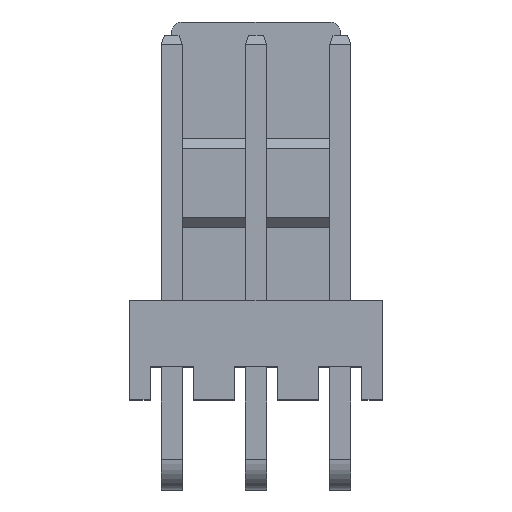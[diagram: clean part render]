
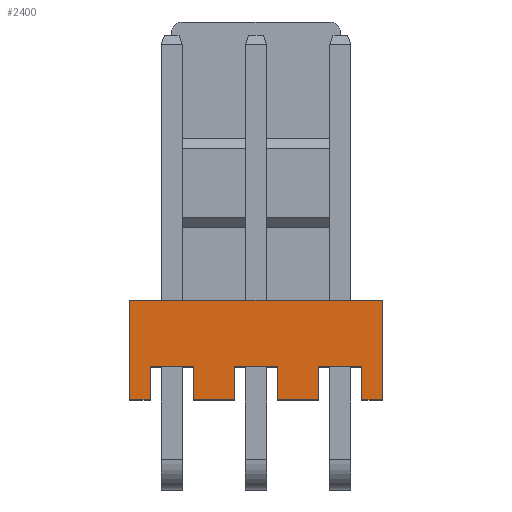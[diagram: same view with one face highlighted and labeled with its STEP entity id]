
A CAD part, top view. The second image highlights one B-rep face of the part: STEP entity #2400.
In plain terms, the highlighted planar face has unit normal (0, 0, 1).
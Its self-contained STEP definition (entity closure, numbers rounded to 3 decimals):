
#4 = CARTESIAN_POINT ( 'NONE',  ( 4.43, 3.38, 5.9 ) ) ;
#12 = DIRECTION ( 'NONE',  ( 0., 1., 0. ) ) ;
#36 = VECTOR ( 'NONE', #1764, 1000. ) ;
#54 = CARTESIAN_POINT ( 'NONE',  ( -1.27, 2.38, 5.9 ) ) ;
#82 = ORIENTED_EDGE ( 'NONE', *, *, #443, .T. ) ;
#96 = VECTOR ( 'NONE', #1671, 1000. ) ;
#115 = VECTOR ( 'NONE', #2705, 1000. ) ;
#125 = DIRECTION ( 'NONE',  ( 0., 0., 1. ) ) ;
#128 = VECTOR ( 'NONE', #1727, 1000. ) ;
#136 = CARTESIAN_POINT ( 'NONE',  ( 3.19, 2.38, 5.9 ) ) ;
#145 = PLANE ( 'NONE',  #632 ) ;
#156 = ORIENTED_EDGE ( 'NONE', *, *, #1386, .T. ) ;
#159 = ORIENTED_EDGE ( 'NONE', *, *, #777, .T. ) ;
#191 = CARTESIAN_POINT ( 'NONE',  ( -0.65, 3.38, 5.9 ) ) ;
#233 = LINE ( 'NONE', #1358, #1301 ) ;
#295 = EDGE_CURVE ( 'NONE', #2312, #923, #1679, .T. ) ;
#354 = ORIENTED_EDGE ( 'NONE', *, *, #976, .T. ) ;
#379 = LINE ( 'NONE', #2416, #2903 ) ;
#380 = CARTESIAN_POINT ( 'NONE',  ( -0.65, 2.38, 5.9 ) ) ;
#443 = EDGE_CURVE ( 'NONE', #1442, #653, #1444, .T. ) ;
#455 = EDGE_CURVE ( 'NONE', #2650, #614, #2812, .T. ) ;
#474 = DIRECTION ( 'NONE',  ( 1., 0., 0. ) ) ;
#517 = CARTESIAN_POINT ( 'NONE',  ( 6.35, 2.38, 5.9 ) ) ;
#553 = VERTEX_POINT ( 'NONE', #644 ) ;
#585 = DIRECTION ( 'NONE',  ( 1., 0., 0. ) ) ;
#613 = EDGE_CURVE ( 'NONE', #1625, #1754, #2182, .T. ) ;
#614 = VERTEX_POINT ( 'NONE', #2606 ) ;
#625 = EDGE_CURVE ( 'NONE', #553, #2643, #233, .T. ) ;
#632 = AXIS2_PLACEMENT_3D ( 'NONE', #1584, #125, #1827 ) ;
#636 = VECTOR ( 'NONE', #12, 1000. ) ;
#644 = CARTESIAN_POINT ( 'NONE',  ( 1.89, 2.38, 5.9 ) ) ;
#653 = VERTEX_POINT ( 'NONE', #1109 ) ;
#689 = LINE ( 'NONE', #2790, #36 ) ;
#743 = DIRECTION ( 'NONE',  ( 1., 0., 0. ) ) ;
#777 = EDGE_CURVE ( 'NONE', #653, #553, #689, .T. ) ;
#846 = VECTOR ( 'NONE', #2075, 1000. ) ;
#881 = VERTEX_POINT ( 'NONE', #1113 ) ;
#923 = VERTEX_POINT ( 'NONE', #191 ) ;
#976 = EDGE_CURVE ( 'NONE', #923, #1442, #2658, .T. ) ;
#1021 = ORIENTED_EDGE ( 'NONE', *, *, #1797, .F. ) ;
#1071 = DIRECTION ( 'NONE',  ( 0., -1., 0. ) ) ;
#1109 = CARTESIAN_POINT ( 'NONE',  ( 0.65, 2.38, 5.9 ) ) ;
#1113 = CARTESIAN_POINT ( 'NONE',  ( -1.27, 5.38, 5.9 ) ) ;
#1114 = CARTESIAN_POINT ( 'NONE',  ( 5.73, 3.38, 5.9 ) ) ;
#1134 = VECTOR ( 'NONE', #2361, 1000. ) ;
#1153 = EDGE_CURVE ( 'NONE', #1226, #1625, #2548, .T. ) ;
#1193 = ORIENTED_EDGE ( 'NONE', *, *, #613, .T. ) ;
#1203 = CARTESIAN_POINT ( 'NONE',  ( -1.27, 2.38, 5.9 ) ) ;
#1226 = VERTEX_POINT ( 'NONE', #4 ) ;
#1241 = CARTESIAN_POINT ( 'NONE',  ( 4.43, 3.38, 5.9 ) ) ;
#1263 = DIRECTION ( 'NONE',  ( 1., 0., 0. ) ) ;
#1301 = VECTOR ( 'NONE', #2377, 1000. ) ;
#1358 = CARTESIAN_POINT ( 'NONE',  ( 1.89, 3.38, 5.9 ) ) ;
#1386 = EDGE_CURVE ( 'NONE', #2643, #2650, #2701, .T. ) ;
#1442 = VERTEX_POINT ( 'NONE', #2550 ) ;
#1444 = LINE ( 'NONE', #2563, #1985 ) ;
#1474 = ORIENTED_EDGE ( 'NONE', *, *, #295, .T. ) ;
#1520 = EDGE_CURVE ( 'NONE', #2848, #881, #2286, .T. ) ;
#1525 = ORIENTED_EDGE ( 'NONE', *, *, #1965, .T. ) ;
#1584 = CARTESIAN_POINT ( 'NONE',  ( -1.27, 2.38, 5.9 ) ) ;
#1625 = VERTEX_POINT ( 'NONE', #1114 ) ;
#1671 = DIRECTION ( 'NONE',  ( 1., 0., 0. ) ) ;
#1674 = CARTESIAN_POINT ( 'NONE',  ( 1.89, 3.38, 5.9 ) ) ;
#1679 = LINE ( 'NONE', #2508, #2616 ) ;
#1695 = CARTESIAN_POINT ( 'NONE',  ( 4.43, 2.38, 5.9 ) ) ;
#1715 = LINE ( 'NONE', #54, #2385 ) ;
#1727 = DIRECTION ( 'NONE',  ( 1., 0., 0. ) ) ;
#1737 = CARTESIAN_POINT ( 'NONE',  ( 0., 2.38, 5.9 ) ) ;
#1740 = VERTEX_POINT ( 'NONE', #2140 ) ;
#1754 = VERTEX_POINT ( 'NONE', #2638 ) ;
#1764 = DIRECTION ( 'NONE',  ( 1., 0., 0. ) ) ;
#1797 = EDGE_CURVE ( 'NONE', #881, #2178, #3027, .T. ) ;
#1827 = DIRECTION ( 'NONE',  ( 1., 0., 0. ) ) ;
#1857 = VERTEX_POINT ( 'NONE', #1695 ) ;
#1917 = DIRECTION ( 'NONE',  ( 1., 0., 0. ) ) ;
#1952 = EDGE_CURVE ( 'NONE', #614, #1857, #2720, .T. ) ;
#1956 = VECTOR ( 'NONE', #2849, 1000. ) ;
#1965 = EDGE_CURVE ( 'NONE', #1754, #1740, #1715, .T. ) ;
#1979 = LINE ( 'NONE', #517, #115 ) ;
#1985 = VECTOR ( 'NONE', #1071, 1000. ) ;
#2006 = CARTESIAN_POINT ( 'NONE',  ( 5.73, 3.38, 5.9 ) ) ;
#2075 = DIRECTION ( 'NONE',  ( 0., -1., 0. ) ) ;
#2099 = CARTESIAN_POINT ( 'NONE',  ( 5.73, 2.38, 5.9 ) ) ;
#2107 = ORIENTED_EDGE ( 'NONE', *, *, #1153, .T. ) ;
#2123 = EDGE_CURVE ( 'NONE', #2178, #1740, #1979, .T. ) ;
#2138 = ORIENTED_EDGE ( 'NONE', *, *, #2123, .F. ) ;
#2140 = CARTESIAN_POINT ( 'NONE',  ( 6.35, 2.38, 5.9 ) ) ;
#2162 = LINE ( 'NONE', #1241, #636 ) ;
#2178 = VERTEX_POINT ( 'NONE', #2471 ) ;
#2182 = LINE ( 'NONE', #2099, #1134 ) ;
#2224 = ORIENTED_EDGE ( 'NONE', *, *, #1520, .F. ) ;
#2286 = LINE ( 'NONE', #2603, #1956 ) ;
#2312 = VERTEX_POINT ( 'NONE', #380 ) ;
#2361 = DIRECTION ( 'NONE',  ( 0., -1., 0. ) ) ;
#2377 = DIRECTION ( 'NONE',  ( 0., 1., 0. ) ) ;
#2385 = VECTOR ( 'NONE', #743, 1000. ) ;
#2400 = ADVANCED_FACE ( 'NONE', ( #2525 ), #145, .T. ) ;
#2416 = CARTESIAN_POINT ( 'NONE',  ( -1.27, 2.38, 5.9 ) ) ;
#2455 = ORIENTED_EDGE ( 'NONE', *, *, #2939, .T. ) ;
#2471 = CARTESIAN_POINT ( 'NONE',  ( 6.35, 5.38, 5.9 ) ) ;
#2490 = VECTOR ( 'NONE', #1263, 1000. ) ;
#2508 = CARTESIAN_POINT ( 'NONE',  ( -0.65, 3.38, 5.9 ) ) ;
#2525 = FACE_OUTER_BOUND ( 'NONE', #2845, .T. ) ;
#2527 = VECTOR ( 'NONE', #1917, 1000. ) ;
#2548 = LINE ( 'NONE', #2006, #128 ) ;
#2550 = CARTESIAN_POINT ( 'NONE',  ( 0.65, 3.38, 5.9 ) ) ;
#2563 = CARTESIAN_POINT ( 'NONE',  ( 0.65, 2.38, 5.9 ) ) ;
#2574 = ORIENTED_EDGE ( 'NONE', *, *, #455, .T. ) ;
#2603 = CARTESIAN_POINT ( 'NONE',  ( -1.27, 2.38, 5.9 ) ) ;
#2606 = CARTESIAN_POINT ( 'NONE',  ( 3.19, 2.38, 5.9 ) ) ;
#2616 = VECTOR ( 'NONE', #3011, 1000. ) ;
#2638 = CARTESIAN_POINT ( 'NONE',  ( 5.73, 2.38, 5.9 ) ) ;
#2642 = EDGE_CURVE ( 'NONE', #2848, #2312, #379, .T. ) ;
#2643 = VERTEX_POINT ( 'NONE', #1674 ) ;
#2645 = ORIENTED_EDGE ( 'NONE', *, *, #2642, .T. ) ;
#2650 = VERTEX_POINT ( 'NONE', #2898 ) ;
#2658 = LINE ( 'NONE', #2659, #96 ) ;
#2659 = CARTESIAN_POINT ( 'NONE',  ( 0.65, 3.38, 5.9 ) ) ;
#2701 = LINE ( 'NONE', #2791, #2741 ) ;
#2703 = CARTESIAN_POINT ( 'NONE',  ( 0., 5.38, 5.9 ) ) ;
#2705 = DIRECTION ( 'NONE',  ( 0., -1., 0. ) ) ;
#2720 = LINE ( 'NONE', #1737, #2490 ) ;
#2723 = ORIENTED_EDGE ( 'NONE', *, *, #1952, .T. ) ;
#2741 = VECTOR ( 'NONE', #585, 1000. ) ;
#2790 = CARTESIAN_POINT ( 'NONE',  ( 0., 2.38, 5.9 ) ) ;
#2791 = CARTESIAN_POINT ( 'NONE',  ( 3.19, 3.38, 5.9 ) ) ;
#2812 = LINE ( 'NONE', #136, #846 ) ;
#2845 = EDGE_LOOP ( 'NONE', ( #159, #3036, #156, #2574, #2723, #2455, #2107, #1193, #1525, #2138, #1021, #2224, #2645, #1474, #354, #82 ) ) ;
#2848 = VERTEX_POINT ( 'NONE', #1203 ) ;
#2849 = DIRECTION ( 'NONE',  ( 0., 1., 0. ) ) ;
#2898 = CARTESIAN_POINT ( 'NONE',  ( 3.19, 3.38, 5.9 ) ) ;
#2903 = VECTOR ( 'NONE', #474, 1000. ) ;
#2939 = EDGE_CURVE ( 'NONE', #1857, #1226, #2162, .T. ) ;
#3011 = DIRECTION ( 'NONE',  ( 0., 1., 0. ) ) ;
#3027 = LINE ( 'NONE', #2703, #2527 ) ;
#3036 = ORIENTED_EDGE ( 'NONE', *, *, #625, .T. ) ;
